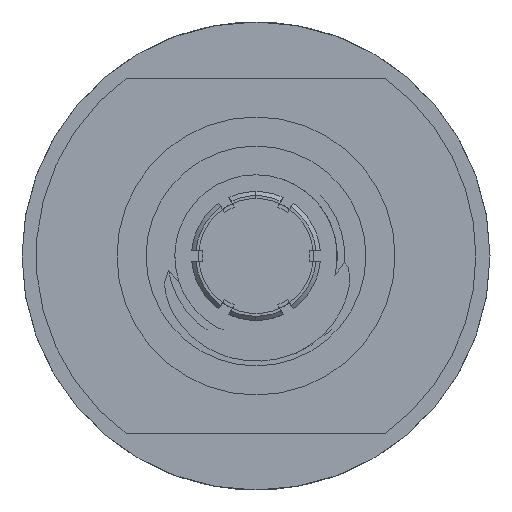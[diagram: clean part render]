
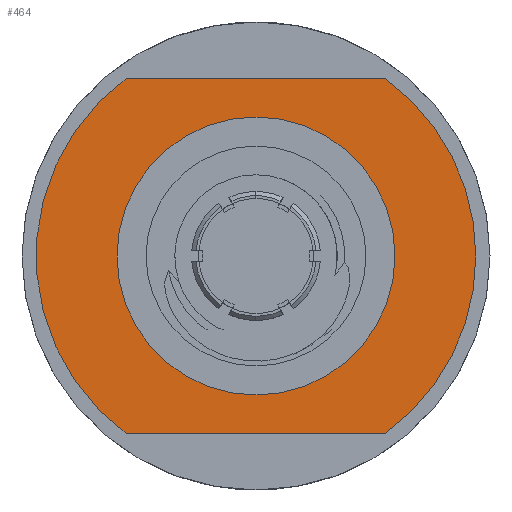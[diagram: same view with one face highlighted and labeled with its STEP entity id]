
A CAD part, left-side view. The second image highlights one B-rep face of the part: STEP entity #464.
In plain terms, the highlighted face is planar.
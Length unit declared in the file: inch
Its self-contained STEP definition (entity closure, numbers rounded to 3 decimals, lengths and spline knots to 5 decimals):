
#4 = EDGE_LOOP ( 'NONE', ( #9129, #5546 ) ) ;
#8 = LINE ( 'NONE', #814, #1272 ) ;
#464 = ADVANCED_FACE ( 'NONE', ( #6100, #4568 ), #3759, .F. ) ;
#724 = CARTESIAN_POINT ( 'NONE',  ( 0.9451, 0., 0. ) ) ;
#730 = EDGE_LOOP ( 'NONE', ( #2909, #4315, #6558, #3396, #9058 ) ) ;
#814 = CARTESIAN_POINT ( 'NONE',  ( 0.9451, 0.155, -0.125 ) ) ;
#856 = DIRECTION ( 'NONE',  ( 0., -1., 0. ) ) ;
#867 = CIRCLE ( 'NONE', #1842, 0.155 ) ;
#1056 = AXIS2_PLACEMENT_3D ( 'NONE', #9864, #7727, #8337 ) ;
#1272 = VECTOR ( 'NONE', #2955, 39.37008 ) ;
#1280 = CIRCLE ( 'NONE', #5678, 0.155 ) ;
#1357 = LINE ( 'NONE', #7370, #5279 ) ;
#1431 = CIRCLE ( 'NONE', #9547, 0.155 ) ;
#1601 = DIRECTION ( 'NONE',  ( -1., 0., 0. ) ) ;
#1842 = AXIS2_PLACEMENT_3D ( 'NONE', #724, #3854, #5479 ) ;
#1893 = CIRCLE ( 'NONE', #4504, 0.06 ) ;
#2046 = EDGE_CURVE ( 'NONE', #3009, #8598, #1431, .T. ) ;
#2289 = EDGE_CURVE ( 'NONE', #6854, #7605, #8, .T. ) ;
#2535 = CARTESIAN_POINT ( 'NONE',  ( 0.9451, 0., 0. ) ) ;
#2909 = ORIENTED_EDGE ( 'NONE', *, *, #2289, .F. ) ;
#2955 = DIRECTION ( 'NONE',  ( 0., -1., 0. ) ) ;
#3009 = VERTEX_POINT ( 'NONE', #7024 ) ;
#3086 = CARTESIAN_POINT ( 'NONE',  ( 0.9451, -0.09165, -0.125 ) ) ;
#3140 = DIRECTION ( 'NONE',  ( -1., 0., 0. ) ) ;
#3195 = CARTESIAN_POINT ( 'NONE',  ( 0.9451, 0., 0. ) ) ;
#3396 = ORIENTED_EDGE ( 'NONE', *, *, #2046, .F. ) ;
#3680 = CARTESIAN_POINT ( 'NONE',  ( 0.9451, -0.06, 0. ) ) ;
#3759 = PLANE ( 'NONE',  #1056 ) ;
#3854 = DIRECTION ( 'NONE',  ( -1., 0., 0. ) ) ;
#3883 = VERTEX_POINT ( 'NONE', #6043 ) ;
#3913 = EDGE_CURVE ( 'NONE', #9356, #9496, #5638, .T. ) ;
#3996 = EDGE_CURVE ( 'NONE', #9496, #9356, #1893, .T. ) ;
#4315 = ORIENTED_EDGE ( 'NONE', *, *, #8806, .F. ) ;
#4504 = AXIS2_PLACEMENT_3D ( 'NONE', #8506, #5304, #856 ) ;
#4568 = FACE_OUTER_BOUND ( 'NONE', #730, .T. ) ;
#4671 = AXIS2_PLACEMENT_3D ( 'NONE', #4765, #1601, #5428 ) ;
#4765 = CARTESIAN_POINT ( 'NONE',  ( 0.9451, 0., 0. ) ) ;
#5279 = VECTOR ( 'NONE', #8190, 39.37008 ) ;
#5304 = DIRECTION ( 'NONE',  ( -1., 0., 0. ) ) ;
#5404 = EDGE_CURVE ( 'NONE', #7605, #3009, #1280, .T. ) ;
#5428 = DIRECTION ( 'NONE',  ( 0., -1., 0. ) ) ;
#5479 = DIRECTION ( 'NONE',  ( 0., -1., 0. ) ) ;
#5546 = ORIENTED_EDGE ( 'NONE', *, *, #3913, .T. ) ;
#5638 = CIRCLE ( 'NONE', #4671, 0.06 ) ;
#5678 = AXIS2_PLACEMENT_3D ( 'NONE', #2535, #8651, #9546 ) ;
#6043 = CARTESIAN_POINT ( 'NONE',  ( 0.9451, 0.09165, 0.125 ) ) ;
#6100 = FACE_BOUND ( 'NONE', #4, .T. ) ;
#6558 = ORIENTED_EDGE ( 'NONE', *, *, #10075, .F. ) ;
#6854 = VERTEX_POINT ( 'NONE', #9893 ) ;
#7024 = CARTESIAN_POINT ( 'NONE',  ( 0.9451, -0.155, 0. ) ) ;
#7370 = CARTESIAN_POINT ( 'NONE',  ( 0.9451, 0.155, 0.125 ) ) ;
#7605 = VERTEX_POINT ( 'NONE', #3086 ) ;
#7663 = CARTESIAN_POINT ( 'NONE',  ( 0.9451, -0.09165, 0.125 ) ) ;
#7727 = DIRECTION ( 'NONE',  ( -1., 0., 0. ) ) ;
#7868 = DIRECTION ( 'NONE',  ( 0., -1., 0. ) ) ;
#8190 = DIRECTION ( 'NONE',  ( 0., 1., 0. ) ) ;
#8337 = DIRECTION ( 'NONE',  ( 0., -1., 0. ) ) ;
#8506 = CARTESIAN_POINT ( 'NONE',  ( 0.9451, 0., 0. ) ) ;
#8598 = VERTEX_POINT ( 'NONE', #7663 ) ;
#8651 = DIRECTION ( 'NONE',  ( -1., 0., 0. ) ) ;
#8806 = EDGE_CURVE ( 'NONE', #3883, #6854, #867, .T. ) ;
#9058 = ORIENTED_EDGE ( 'NONE', *, *, #5404, .F. ) ;
#9129 = ORIENTED_EDGE ( 'NONE', *, *, #3996, .T. ) ;
#9356 = VERTEX_POINT ( 'NONE', #10050 ) ;
#9496 = VERTEX_POINT ( 'NONE', #3680 ) ;
#9546 = DIRECTION ( 'NONE',  ( 0., -1., 0. ) ) ;
#9547 = AXIS2_PLACEMENT_3D ( 'NONE', #3195, #3140, #7868 ) ;
#9864 = CARTESIAN_POINT ( 'NONE',  ( 0.9451, 0.155, 0. ) ) ;
#9893 = CARTESIAN_POINT ( 'NONE',  ( 0.9451, 0.09165, -0.125 ) ) ;
#10050 = CARTESIAN_POINT ( 'NONE',  ( 0.9451, 0.06, 0. ) ) ;
#10075 = EDGE_CURVE ( 'NONE', #8598, #3883, #1357, .T. ) ;
